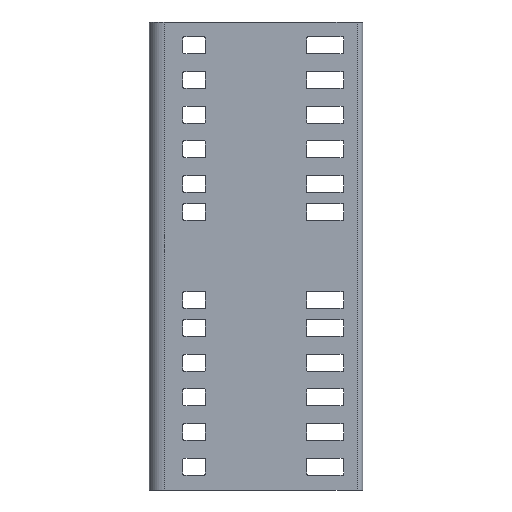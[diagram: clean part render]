
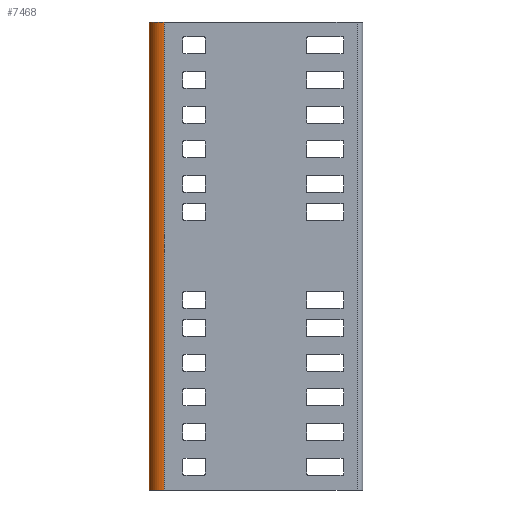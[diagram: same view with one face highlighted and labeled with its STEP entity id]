
A CAD part, left-side view. The second image highlights one B-rep face of the part: STEP entity #7468.
In plain terms, the highlighted cylindrical face has radius 8 mm (diameter 16 mm), a partial arc.
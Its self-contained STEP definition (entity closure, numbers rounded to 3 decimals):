
#374 = VECTOR ( 'NONE', #4304, 1000. ) ;
#558 = CARTESIAN_POINT ( 'NONE',  ( 8., 106., -125. ) ) ;
#660 = CARTESIAN_POINT ( 'NONE',  ( 15.518, 108.736, -125. ) ) ;
#829 = VERTEX_POINT ( 'NONE', #7628 ) ;
#1634 = DIRECTION ( 'NONE',  ( 0., 0., -1. ) ) ;
#1792 = DIRECTION ( 'NONE',  ( 1., 0., 0. ) ) ;
#2099 = CIRCLE ( 'NONE', #6189, 8. ) ;
#2246 = DIRECTION ( 'NONE',  ( -1., 0., 0. ) ) ;
#2509 = AXIS2_PLACEMENT_3D ( 'NONE', #558, #4764, #1792 ) ;
#2832 = DIRECTION ( 'NONE',  ( 0., 0., 1. ) ) ;
#2955 = FACE_OUTER_BOUND ( 'NONE', #7651, .T. ) ;
#3485 = CARTESIAN_POINT ( 'NONE',  ( 8., 106., 125. ) ) ;
#3541 = AXIS2_PLACEMENT_3D ( 'NONE', #3485, #1634, #6008 ) ;
#3692 = EDGE_CURVE ( 'NONE', #5322, #829, #4831, .T. ) ;
#3916 = CARTESIAN_POINT ( 'NONE',  ( 0., 106., -125. ) ) ;
#3957 = ORIENTED_EDGE ( 'NONE', *, *, #7889, .T. ) ;
#4079 = LINE ( 'NONE', #5279, #6483 ) ;
#4110 = ORIENTED_EDGE ( 'NONE', *, *, #3692, .F. ) ;
#4304 = DIRECTION ( 'NONE',  ( 0., 0., 1. ) ) ;
#4764 = DIRECTION ( 'NONE',  ( 0., 0., 1. ) ) ;
#4831 = LINE ( 'NONE', #660, #374 ) ;
#5279 = CARTESIAN_POINT ( 'NONE',  ( 0., 106., -125. ) ) ;
#5295 = DIRECTION ( 'NONE',  ( 0., 0., -1. ) ) ;
#5322 = VERTEX_POINT ( 'NONE', #6657 ) ;
#5672 = VERTEX_POINT ( 'NONE', #5821 ) ;
#5821 = CARTESIAN_POINT ( 'NONE',  ( 0., 106., 125. ) ) ;
#5845 = EDGE_CURVE ( 'NONE', #6522, #5322, #2099, .T. ) ;
#6008 = DIRECTION ( 'NONE',  ( -1., 0., 0. ) ) ;
#6189 = AXIS2_PLACEMENT_3D ( 'NONE', #7793, #5295, #2246 ) ;
#6442 = ORIENTED_EDGE ( 'NONE', *, *, #5845, .F. ) ;
#6483 = VECTOR ( 'NONE', #2832, 1000. ) ;
#6522 = VERTEX_POINT ( 'NONE', #3916 ) ;
#6656 = ORIENTED_EDGE ( 'NONE', *, *, #7555, .T. ) ;
#6657 = CARTESIAN_POINT ( 'NONE',  ( 15.518, 108.736, -125. ) ) ;
#7468 = ADVANCED_FACE ( 'NONE', ( #2955 ), #7751, .T. ) ;
#7555 = EDGE_CURVE ( 'NONE', #5672, #829, #7742, .T. ) ;
#7628 = CARTESIAN_POINT ( 'NONE',  ( 15.518, 108.736, 125. ) ) ;
#7651 = EDGE_LOOP ( 'NONE', ( #3957, #6656, #4110, #6442 ) ) ;
#7742 = CIRCLE ( 'NONE', #3541, 8. ) ;
#7751 = CYLINDRICAL_SURFACE ( 'NONE', #2509, 8. ) ;
#7793 = CARTESIAN_POINT ( 'NONE',  ( 8., 106., -125. ) ) ;
#7889 = EDGE_CURVE ( 'NONE', #6522, #5672, #4079, .T. ) ;
